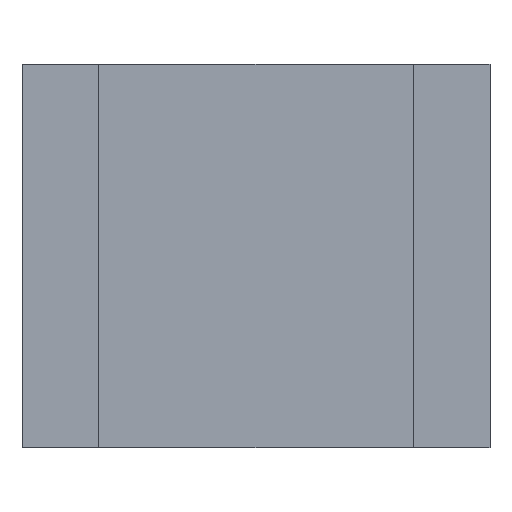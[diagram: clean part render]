
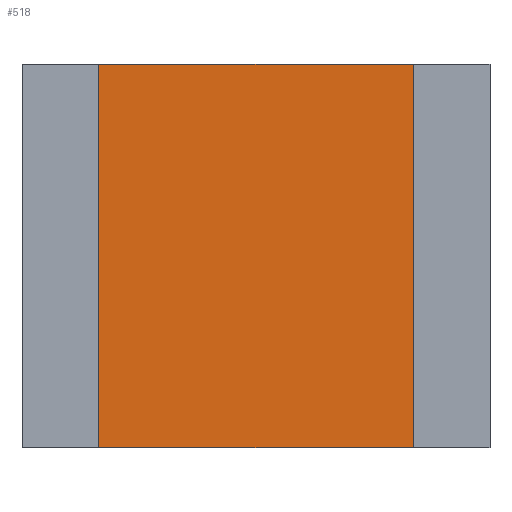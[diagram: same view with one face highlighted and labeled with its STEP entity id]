
A CAD part, front view. The second image highlights one B-rep face of the part: STEP entity #518.
In plain terms, the highlighted planar face has unit normal (0, -1, 0).
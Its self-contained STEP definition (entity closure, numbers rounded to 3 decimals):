
#211=CARTESIAN_POINT('',(64.,33.5,25.));
#212=VERTEX_POINT('',#211);
#219=CARTESIAN_POINT('',(84.5,33.5,25.));
#220=VERTEX_POINT('',#219);
#221=CARTESIAN_POINT('',(64.,33.5,25.));
#222=DIRECTION('',(1.,0.,-0.));
#223=VECTOR('',#222,20.5);
#224=LINE('',#221,#223);
#225=EDGE_CURVE('',#212,#220,#224,.T.);
#365=CARTESIAN_POINT('',(84.5,33.5,0.));
#366=VERTEX_POINT('',#365);
#373=CARTESIAN_POINT('',(64.,33.5,0.));
#374=VERTEX_POINT('',#373);
#375=CARTESIAN_POINT('',(64.,33.5,0.));
#376=DIRECTION('',(1.,0.,-0.));
#377=VECTOR('',#376,20.5);
#378=LINE('',#375,#377);
#379=EDGE_CURVE('',#374,#366,#378,.T.);
#491=CARTESIAN_POINT('',(64.,33.5,25.));
#492=DIRECTION('',(0.,0.,-1.));
#493=VECTOR('',#492,25.);
#494=LINE('',#491,#493);
#495=EDGE_CURVE('',#212,#374,#494,.T.);
#502=CARTESIAN_POINT('',(69.125,33.5,25.));
#503=DIRECTION('',(0.,1.,0.));
#504=DIRECTION('',(0.,0.,1.));
#505=AXIS2_PLACEMENT_3D('',#502,#503,#504);
#506=PLANE('',#505);
#507=ORIENTED_EDGE('',*,*,#379,.T.);
#508=CARTESIAN_POINT('',(84.5,33.5,25.));
#509=DIRECTION('',(0.,0.,-1.));
#510=VECTOR('',#509,25.);
#511=LINE('',#508,#510);
#512=EDGE_CURVE('',#220,#366,#511,.T.);
#513=ORIENTED_EDGE('',*,*,#512,.F.);
#514=ORIENTED_EDGE('',*,*,#225,.F.);
#515=ORIENTED_EDGE('',*,*,#495,.T.);
#516=EDGE_LOOP('',(#507,#513,#514,#515));
#517=FACE_BOUND('',#516,.T.);
#518=ADVANCED_FACE('',(#517),#506,.F.);
